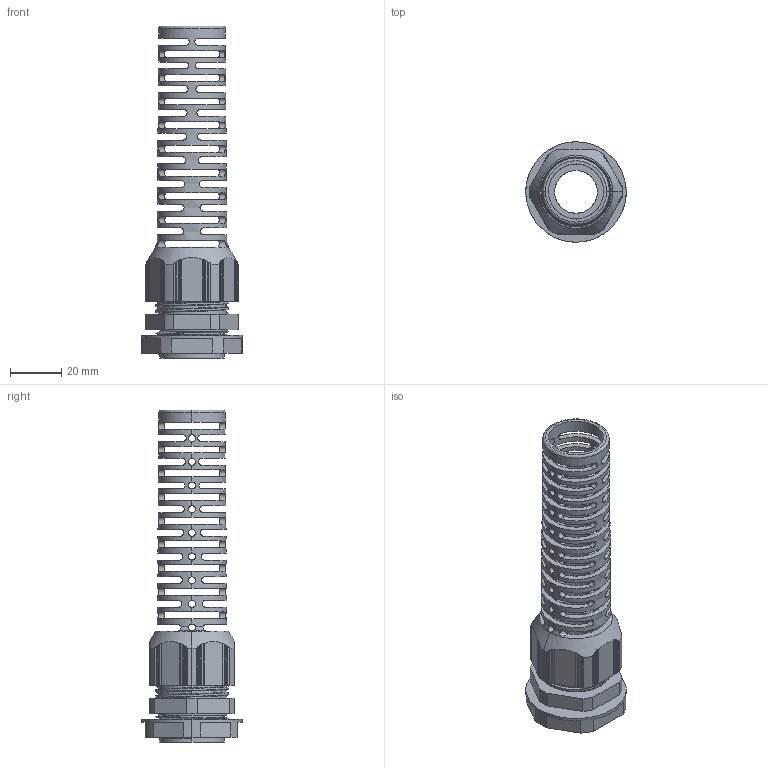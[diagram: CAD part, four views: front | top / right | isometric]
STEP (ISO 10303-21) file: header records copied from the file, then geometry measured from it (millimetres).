
FILE_DESCRIPTION (( 'STEP AP203' ), '1' );
FILE_NAME ('9290.STEP', '2020-07-29T08:07:30', ( '' ), ( '' ), 'SwSTEP 2.0', 'SolidWorks 2011', '' );
FILE_SCHEMA (( 'CONFIG_CONTROL_DESIGN' ));
Length unit declared in the file: millimetre
Products named in the file (1): 9290
Bounding box: 39 x 39 x 128.96 mm (x, y, z)
Volume: 32813.9 mm3; surface area: 23168.7 mm2
Topology: 1 solids, 1 shells, 411 faces, 1342 edges, 865 vertices
Faces by surface type: plane 204, cylinder 175, bspline 16, cone 16
Entity records: 22736 total; most frequent: CARTESIAN_POINT 11402, ORIENTED_EDGE 2684, DIRECTION 2020, EDGE_CURVE 1342, VERTEX_POINT 865, AXIS2_PLACEMENT_3D 719, LINE 582, VECTOR 582
